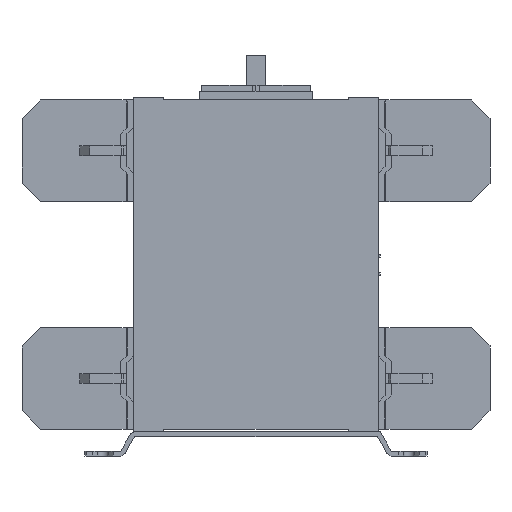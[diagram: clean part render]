
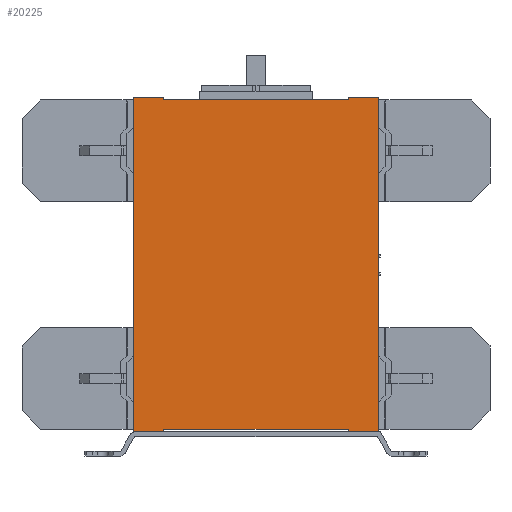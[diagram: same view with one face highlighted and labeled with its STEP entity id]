
A CAD part, left-side view. The second image highlights one B-rep face of the part: STEP entity #20225.
In plain terms, the highlighted planar face has unit normal (-1, 0, 0).
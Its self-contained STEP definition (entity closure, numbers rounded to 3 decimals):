
#414=DIRECTION('',(0.,-1.,0.));
#415=VECTOR('',#414,24.5);
#416=CARTESIAN_POINT('',(-274.101,121.813,-143.521));
#417=LINE('',#416,#415);
#4444=DIRECTION('',(0.,0.,1.));
#4445=VECTOR('',#4444,273.);
#4446=CARTESIAN_POINT('',(-274.101,121.813,
-143.521));
#4447=LINE('',#4446,#4445);
#4451=DIRECTION('',(0.,-1.,0.));
#4452=VECTOR('',#4451,24.5);
#4453=CARTESIAN_POINT('',(-274.101,121.813,129.479));
#4454=LINE('',#4453,#4452);
#4458=DIRECTION('',(0.,-1.,0.));
#4459=VECTOR('',#4458,151.);
#4460=CARTESIAN_POINT('',(-274.101,97.313,127.479));
#4461=LINE('',#4460,#4459);
#4465=DIRECTION('',(0.,0.,1.));
#4466=VECTOR('',#4465,2.);
#4467=CARTESIAN_POINT('',(-274.101,-53.687,
127.479));
#4468=LINE('',#4467,#4466);
#4472=DIRECTION('',(0.,0.,-1.));
#4473=VECTOR('',#4472,273.);
#4474=CARTESIAN_POINT('',(-274.101,-78.187,
129.479));
#4475=LINE('',#4474,#4473);
#4479=DIRECTION('',(0.,-1.,0.));
#4480=VECTOR('',#4479,24.5);
#4481=CARTESIAN_POINT('',(-274.101,-53.687,
-143.521));
#4482=LINE('',#4481,#4480);
#4486=DIRECTION('',(0.,1.,0.));
#4487=VECTOR('',#4486,151.);
#4488=CARTESIAN_POINT('',(-274.101,-53.687,
-141.521));
#4489=LINE('',#4488,#4487);
#4493=DIRECTION('',(0.,0.,-1.));
#4494=VECTOR('',#4493,2.);
#4495=CARTESIAN_POINT('',(-274.101,97.313,
-141.521));
#4496=LINE('',#4495,#4494);
#6305=DIRECTION('',(0.,0.,-1.));
#6306=VECTOR('',#6305,2.);
#6307=CARTESIAN_POINT('',(-274.101,-53.687,
-141.521));
#6308=LINE('',#6307,#6306);
#11074=DIRECTION('',(0.,1.,0.));
#11075=VECTOR('',#11074,24.5);
#11076=CARTESIAN_POINT('',(-274.101,-78.187,
129.479));
#11077=LINE('',#11076,#11075);
#11303=DIRECTION('',(0.,0.,1.));
#11304=VECTOR('',#11303,2.);
#11305=CARTESIAN_POINT('',(-274.101,97.313,
127.479));
#11306=LINE('',#11305,#11304);
#13051=CARTESIAN_POINT('',(-274.101,121.813,
-143.521));
#13052=CARTESIAN_POINT('',(-274.101,121.813,
129.479));
#13053=VERTEX_POINT('',#13051);
#13054=VERTEX_POINT('',#13052);
#13055=CARTESIAN_POINT('',(-274.101,97.313,
129.479));
#13056=VERTEX_POINT('',#13055);
#13057=CARTESIAN_POINT('',(-274.101,97.313,
127.479));
#13058=VERTEX_POINT('',#13057);
#13059=CARTESIAN_POINT('',(-274.101,-53.687,
127.479));
#13060=VERTEX_POINT('',#13059);
#13061=CARTESIAN_POINT('',(-274.101,-53.687,
129.479));
#13062=VERTEX_POINT('',#13061);
#13063=CARTESIAN_POINT('',(-274.101,-78.187,
129.479));
#13064=VERTEX_POINT('',#13063);
#13065=CARTESIAN_POINT('',(-274.101,-53.687,
-141.521));
#13066=CARTESIAN_POINT('',(-274.101,97.313,
-141.521));
#13067=VERTEX_POINT('',#13065);
#13068=VERTEX_POINT('',#13066);
#15297=CARTESIAN_POINT('',(-274.101,-53.687,
-143.521));
#15298=CARTESIAN_POINT('',(-274.101,-78.187,
-143.521));
#15299=VERTEX_POINT('',#15297);
#15300=VERTEX_POINT('',#15298);
#15315=CARTESIAN_POINT('',(-274.101,97.313,
-143.521));
#15316=VERTEX_POINT('',#15315);
#20198=CARTESIAN_POINT('',(-274.101,21.813,
-147.521));
#20199=DIRECTION('',(-1.,0.,0.));
#20200=DIRECTION('',(0.,0.,-1.));
#20201=AXIS2_PLACEMENT_3D('',#20198,#20199,#20200);
#20202=PLANE('',#20201);
#20203=ORIENTED_EDGE('',*,*,#15674,.F.);
#20204=ORIENTED_EDGE('',*,*,#15559,.T.);
#20206=ORIENTED_EDGE('',*,*,#20205,.T.);
#20208=ORIENTED_EDGE('',*,*,#20207,.F.);
#20210=ORIENTED_EDGE('',*,*,#20209,.T.);
#20212=ORIENTED_EDGE('',*,*,#20211,.T.);
#20214=ORIENTED_EDGE('',*,*,#20213,.F.);
#20215=ORIENTED_EDGE('',*,*,#15712,.T.);
#20216=ORIENTED_EDGE('',*,*,#15643,.F.);
#20218=ORIENTED_EDGE('',*,*,#20217,.F.);
#20220=ORIENTED_EDGE('',*,*,#20219,.T.);
#20222=ORIENTED_EDGE('',*,*,#20221,.T.);
#20223=EDGE_LOOP('',(#20203,#20204,#20206,#20208,#20210,#20212,#20214,#20215,
#20216,#20218,#20220,#20222));
#20224=FACE_OUTER_BOUND('',#20223,.F.);
#15559=EDGE_CURVE('',#13053,#13054,#4447,.T.);
#15643=EDGE_CURVE('',#15299,#15300,#4482,.T.);
#15674=EDGE_CURVE('',#13053,#15316,#417,.T.);
#15712=EDGE_CURVE('',#13064,#15300,#4475,.T.);
#20205=EDGE_CURVE('',#13054,#13056,#4454,.T.);
#20207=EDGE_CURVE('',#13058,#13056,#11306,.T.);
#20209=EDGE_CURVE('',#13058,#13060,#4461,.T.);
#20211=EDGE_CURVE('',#13060,#13062,#4468,.T.);
#20213=EDGE_CURVE('',#13064,#13062,#11077,.T.);
#20217=EDGE_CURVE('',#13067,#15299,#6308,.T.);
#20219=EDGE_CURVE('',#13067,#13068,#4489,.T.);
#20221=EDGE_CURVE('',#13068,#15316,#4496,.T.);
#20225=ADVANCED_FACE('',(#20224),#20202,.T.);
